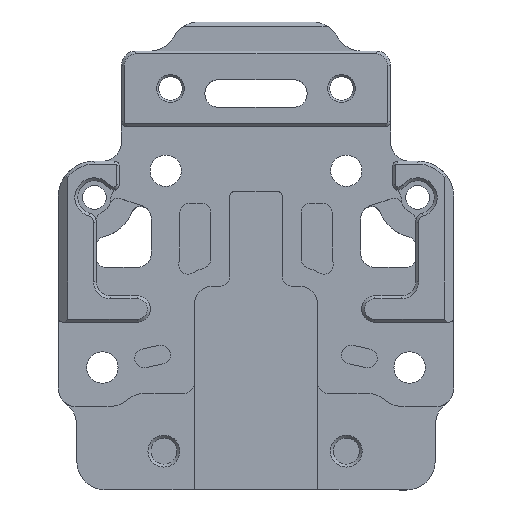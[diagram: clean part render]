
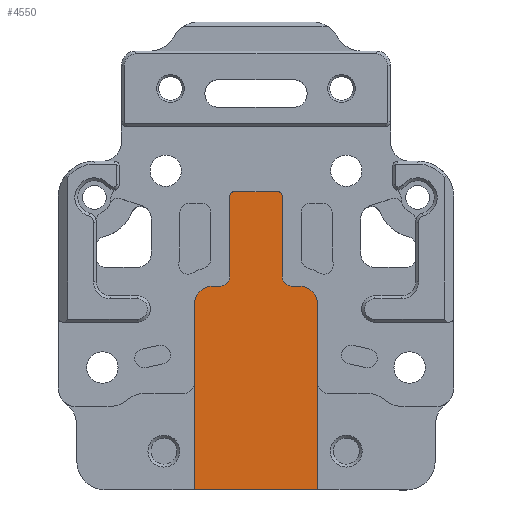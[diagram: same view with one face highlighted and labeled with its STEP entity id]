
A CAD part, top view. The second image highlights one B-rep face of the part: STEP entity #4550.
In plain terms, the highlighted planar face has unit normal (0, 0, 1).
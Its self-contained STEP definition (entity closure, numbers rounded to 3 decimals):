
#108=PLANE('',#4854);
#229=FACE_OUTER_BOUND('',#490,.T.);
#490=EDGE_LOOP('',(#3107,#3108,#3109,#3110,#3111,#3112,#3113,#3114,#3115,
#3116,#3117,#3118,#3119,#3120));
#784=LINE('',#7001,#1193);
#788=LINE('',#7013,#1197);
#789=LINE('',#7017,#1198);
#790=LINE('',#7021,#1199);
#791=LINE('',#7023,#1200);
#792=LINE('',#7025,#1201);
#793=LINE('',#7029,#1202);
#794=LINE('',#7032,#1203);
#1193=VECTOR('',#5489,10.);
#1197=VECTOR('',#5501,10.);
#1198=VECTOR('',#5504,10.);
#1199=VECTOR('',#5507,10.);
#1200=VECTOR('',#5508,10.);
#1201=VECTOR('',#5509,10.);
#1202=VECTOR('',#5512,10.);
#1203=VECTOR('',#5515,10.);
#1594=CIRCLE('',#4848,0.5);
#1596=CIRCLE('',#4852,0.5);
#1598=CIRCLE('',#4855,1.);
#1599=CIRCLE('',#4856,2.);
#1600=CIRCLE('',#4857,2.);
#1601=CIRCLE('',#4858,1.);
#1888=VERTEX_POINT('',#6991);
#1889=VERTEX_POINT('',#6992);
#1892=VERTEX_POINT('',#7000);
#1894=VERTEX_POINT('',#7006);
#1896=VERTEX_POINT('',#7012);
#1897=VERTEX_POINT('',#7014);
#1898=VERTEX_POINT('',#7016);
#1899=VERTEX_POINT('',#7018);
#1900=VERTEX_POINT('',#7020);
#1901=VERTEX_POINT('',#7022);
#1902=VERTEX_POINT('',#7024);
#1903=VERTEX_POINT('',#7026);
#1904=VERTEX_POINT('',#7028);
#1905=VERTEX_POINT('',#7030);
#2354=EDGE_CURVE('',#1888,#1889,#1594,.T.);
#2358=EDGE_CURVE('',#1892,#1888,#784,.F.);
#2361=EDGE_CURVE('',#1894,#1892,#1596,.T.);
#2364=EDGE_CURVE('',#1889,#1896,#788,.T.);
#2365=EDGE_CURVE('',#1897,#1896,#1598,.F.);
#2366=EDGE_CURVE('',#1898,#1897,#789,.T.);
#2367=EDGE_CURVE('',#1898,#1899,#1599,.T.);
#2368=EDGE_CURVE('',#1900,#1899,#790,.T.);
#2369=EDGE_CURVE('',#1901,#1900,#791,.F.);
#2370=EDGE_CURVE('',#1902,#1901,#792,.T.);
#2371=EDGE_CURVE('',#1902,#1903,#1600,.T.);
#2372=EDGE_CURVE('',#1904,#1903,#793,.T.);
#2373=EDGE_CURVE('',#1905,#1904,#1601,.F.);
#2374=EDGE_CURVE('',#1905,#1894,#794,.T.);
#3107=ORIENTED_EDGE('',*,*,#2354,.T.);
#3108=ORIENTED_EDGE('',*,*,#2364,.T.);
#3109=ORIENTED_EDGE('',*,*,#2365,.F.);
#3110=ORIENTED_EDGE('',*,*,#2366,.F.);
#3111=ORIENTED_EDGE('',*,*,#2367,.T.);
#3112=ORIENTED_EDGE('',*,*,#2368,.F.);
#3113=ORIENTED_EDGE('',*,*,#2369,.F.);
#3114=ORIENTED_EDGE('',*,*,#2370,.F.);
#3115=ORIENTED_EDGE('',*,*,#2371,.T.);
#3116=ORIENTED_EDGE('',*,*,#2372,.F.);
#3117=ORIENTED_EDGE('',*,*,#2373,.F.);
#3118=ORIENTED_EDGE('',*,*,#2374,.T.);
#3119=ORIENTED_EDGE('',*,*,#2361,.T.);
#3120=ORIENTED_EDGE('',*,*,#2358,.T.);
#4550=ADVANCED_FACE('',(#229),#108,.F.);
#4848=AXIS2_PLACEMENT_3D('',#6993,#5481,#5482);
#4852=AXIS2_PLACEMENT_3D('',#7007,#5494,#5495);
#4854=AXIS2_PLACEMENT_3D('',#7011,#5499,#5500);
#4855=AXIS2_PLACEMENT_3D('',#7015,#5502,#5503);
#4856=AXIS2_PLACEMENT_3D('',#7019,#5505,#5506);
#4857=AXIS2_PLACEMENT_3D('',#7027,#5510,#5511);
#4858=AXIS2_PLACEMENT_3D('',#7031,#5513,#5514);
#5481=DIRECTION('center_axis',(0.,0.,1.));
#5482=DIRECTION('ref_axis',(-0.707,0.707,0.));
#5489=DIRECTION('',(1.,0.,0.));
#5494=DIRECTION('center_axis',(0.,0.,1.));
#5495=DIRECTION('ref_axis',(0.707,0.707,0.));
#5499=DIRECTION('center_axis',(0.,0.,-1.));
#5500=DIRECTION('ref_axis',(1.,0.,0.));
#5501=DIRECTION('',(0.,-1.,0.));
#5502=DIRECTION('center_axis',(0.,0.,-1.));
#5503=DIRECTION('ref_axis',(0.707,-0.707,0.));
#5504=DIRECTION('',(1.,0.,0.));
#5505=DIRECTION('center_axis',(0.,0.,1.));
#5506=DIRECTION('ref_axis',(-0.707,0.707,0.));
#5507=DIRECTION('',(0.,1.,0.));
#5508=DIRECTION('',(1.,0.,0.));
#5509=DIRECTION('',(0.,-1.,0.));
#5510=DIRECTION('center_axis',(0.,0.,1.));
#5511=DIRECTION('ref_axis',(0.707,0.707,0.));
#5512=DIRECTION('',(1.,0.,0.));
#5513=DIRECTION('center_axis',(0.,0.,-1.));
#5514=DIRECTION('ref_axis',(-0.707,-0.707,0.));
#5515=DIRECTION('',(0.,1.,0.));
#6991=CARTESIAN_POINT('',(-2.25,28.1,-1.52));
#6992=CARTESIAN_POINT('',(-2.75,27.6,-1.52));
#6993=CARTESIAN_POINT('Origin',(-2.25,27.6,-1.52));
#7000=CARTESIAN_POINT('',(2.25,28.1,-1.52));
#7001=CARTESIAN_POINT('',(1.375,28.1,-1.52));
#7006=CARTESIAN_POINT('',(2.75,27.6,-1.52));
#7007=CARTESIAN_POINT('Origin',(2.25,27.6,-1.52));
#7011=CARTESIAN_POINT('Origin',(0.,21.3,-1.52));
#7012=CARTESIAN_POINT('',(-2.75,19.17,-1.52));
#7013=CARTESIAN_POINT('',(-2.75,24.35,-1.52));
#7014=CARTESIAN_POINT('',(-3.75,18.17,-1.52));
#7015=CARTESIAN_POINT('Origin',(-3.75,19.17,-1.52));
#7016=CARTESIAN_POINT('',(-4.5,18.17,-1.52));
#7017=CARTESIAN_POINT('',(-3.25,18.17,-1.52));
#7018=CARTESIAN_POINT('',(-6.5,16.17,-1.52));
#7019=CARTESIAN_POINT('Origin',(-4.5,16.17,-1.52));
#7020=CARTESIAN_POINT('',(-6.5,-3.28,-1.52));
#7021=CARTESIAN_POINT('',(-6.5,8.975,-1.52));
#7022=CARTESIAN_POINT('',(6.5,-3.28,-1.52));
#7023=CARTESIAN_POINT('',(9.425,-3.28,-1.52));
#7024=CARTESIAN_POINT('',(6.5,16.17,-1.52));
#7025=CARTESIAN_POINT('',(6.5,14.1,-1.52));
#7026=CARTESIAN_POINT('',(4.5,18.17,-1.52));
#7027=CARTESIAN_POINT('Origin',(4.5,16.17,-1.52));
#7028=CARTESIAN_POINT('',(3.75,18.17,-1.52));
#7029=CARTESIAN_POINT('',(-3.25,18.17,-1.52));
#7030=CARTESIAN_POINT('',(2.75,19.17,-1.52));
#7031=CARTESIAN_POINT('Origin',(3.75,19.17,-1.52));
#7032=CARTESIAN_POINT('',(2.75,20.95,-1.52));
